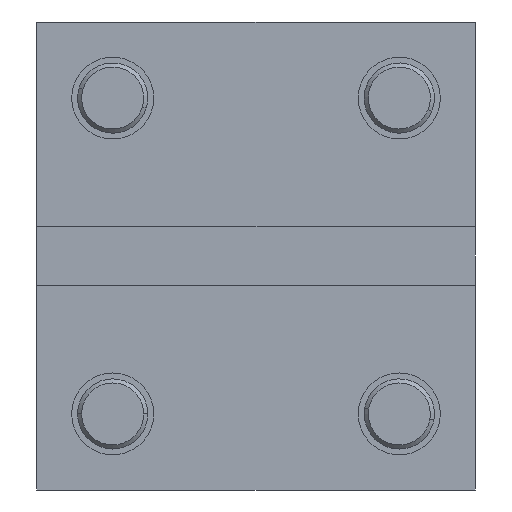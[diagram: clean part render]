
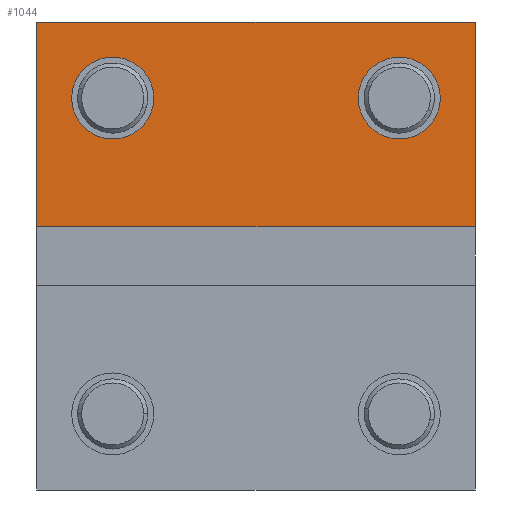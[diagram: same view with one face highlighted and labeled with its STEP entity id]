
A CAD part, front view. The second image highlights one B-rep face of the part: STEP entity #1044.
In plain terms, the highlighted planar face has unit normal (0, -1, 0).
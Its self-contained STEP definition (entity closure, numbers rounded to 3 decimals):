
#4 = DIRECTION ( 'NONE',  ( 0., 1., 0. ) ) ;
#16 = CARTESIAN_POINT ( 'NONE',  ( -24.5, 0., 67. ) ) ;
#52 = CARTESIAN_POINT ( 'NONE',  ( -37.5, 0., 45. ) ) ;
#159 = CARTESIAN_POINT ( 'NONE',  ( -24.5, 0., 67. ) ) ;
#173 = ORIENTED_EDGE ( 'NONE', *, *, #1144, .T. ) ;
#203 = CARTESIAN_POINT ( 'NONE',  ( 37.5, 0., 80. ) ) ;
#207 = CARTESIAN_POINT ( 'NONE',  ( 37.5, 0., 45. ) ) ;
#220 = DIRECTION ( 'NONE',  ( -1., 0., 0. ) ) ;
#221 = CARTESIAN_POINT ( 'NONE',  ( -37.5, 0., 45. ) ) ;
#266 = EDGE_CURVE ( 'NONE', #1724, #1618, #742, .T. ) ;
#273 = VERTEX_POINT ( 'NONE', #52 ) ;
#306 = EDGE_CURVE ( 'NONE', #836, #1724, #604, .T. ) ;
#360 = ORIENTED_EDGE ( 'NONE', *, *, #741, .T. ) ;
#403 = CARTESIAN_POINT ( 'NONE',  ( -31.5, 0., 67. ) ) ;
#411 = CARTESIAN_POINT ( 'NONE',  ( -37.5, 0., 80. ) ) ;
#442 = AXIS2_PLACEMENT_3D ( 'NONE', #553, #1176, #1968 ) ;
#487 = AXIS2_PLACEMENT_3D ( 'NONE', #1998, #1779, #1461 ) ;
#525 = EDGE_LOOP ( 'NONE', ( #919, #1874 ) ) ;
#551 = DIRECTION ( 'NONE',  ( 1., 0., 0. ) ) ;
#553 = CARTESIAN_POINT ( 'NONE',  ( -37.5, 0., 80. ) ) ;
#575 = PLANE ( 'NONE',  #442 ) ;
#604 = LINE ( 'NONE', #1643, #1953 ) ;
#670 = DIRECTION ( 'NONE',  ( 0., 0., -1. ) ) ;
#741 = EDGE_CURVE ( 'NONE', #273, #1618, #1232, .T. ) ;
#742 = LINE ( 'NONE', #1294, #1601 ) ;
#745 = CARTESIAN_POINT ( 'NONE',  ( 17.5, 0., 67. ) ) ;
#764 = CARTESIAN_POINT ( 'NONE',  ( 31.5, 0., 67. ) ) ;
#815 = CIRCLE ( 'NONE', #1828, 7. ) ;
#828 = VECTOR ( 'NONE', #1499, 1000. ) ;
#836 = VERTEX_POINT ( 'NONE', #1881 ) ;
#850 = CARTESIAN_POINT ( 'NONE',  ( -17.5, 0., 67. ) ) ;
#851 = CIRCLE ( 'NONE', #487, 7. ) ;
#898 = FACE_BOUND ( 'NONE', #1558, .T. ) ;
#904 = DIRECTION ( 'NONE',  ( 0., 0., -1. ) ) ;
#919 = ORIENTED_EDGE ( 'NONE', *, *, #1437, .T. ) ;
#1044 = ADVANCED_FACE ( 'NONE', ( #1760, #898, #1087 ), #575, .F. ) ;
#1049 = VERTEX_POINT ( 'NONE', #745 ) ;
#1082 = EDGE_CURVE ( 'NONE', #1049, #1222, #1405, .T. ) ;
#1087 = FACE_OUTER_BOUND ( 'NONE', #1169, .T. ) ;
#1099 = VERTEX_POINT ( 'NONE', #403 ) ;
#1124 = DIRECTION ( 'NONE',  ( -1., 0., 0. ) ) ;
#1144 = EDGE_CURVE ( 'NONE', #836, #273, #1663, .T. ) ;
#1169 = EDGE_LOOP ( 'NONE', ( #173, #360, #2021, #1900 ) ) ;
#1176 = DIRECTION ( 'NONE',  ( 0., 1., 0. ) ) ;
#1212 = AXIS2_PLACEMENT_3D ( 'NONE', #1815, #1524, #220 ) ;
#1222 = VERTEX_POINT ( 'NONE', #764 ) ;
#1232 = LINE ( 'NONE', #221, #828 ) ;
#1294 = CARTESIAN_POINT ( 'NONE',  ( 37.5, 0., 80. ) ) ;
#1378 = VECTOR ( 'NONE', #904, 1000. ) ;
#1404 = ORIENTED_EDGE ( 'NONE', *, *, #1940, .T. ) ;
#1405 = CIRCLE ( 'NONE', #1212, 7. ) ;
#1437 = EDGE_CURVE ( 'NONE', #1222, #1049, #851, .T. ) ;
#1448 = DIRECTION ( 'NONE',  ( -1., 0., 0. ) ) ;
#1461 = DIRECTION ( 'NONE',  ( -1., 0., 0. ) ) ;
#1499 = DIRECTION ( 'NONE',  ( 1., 0., 0. ) ) ;
#1524 = DIRECTION ( 'NONE',  ( 0., 1., 0. ) ) ;
#1558 = EDGE_LOOP ( 'NONE', ( #1629, #1404 ) ) ;
#1601 = VECTOR ( 'NONE', #670, 1000. ) ;
#1603 = DIRECTION ( 'NONE',  ( 0., 1., 0. ) ) ;
#1618 = VERTEX_POINT ( 'NONE', #207 ) ;
#1629 = ORIENTED_EDGE ( 'NONE', *, *, #1869, .T. ) ;
#1643 = CARTESIAN_POINT ( 'NONE',  ( -37.5, 0., 80. ) ) ;
#1645 = CIRCLE ( 'NONE', #1700, 7. ) ;
#1663 = LINE ( 'NONE', #411, #1378 ) ;
#1700 = AXIS2_PLACEMENT_3D ( 'NONE', #159, #1603, #1448 ) ;
#1724 = VERTEX_POINT ( 'NONE', #203 ) ;
#1760 = FACE_BOUND ( 'NONE', #525, .T. ) ;
#1779 = DIRECTION ( 'NONE',  ( 0., 1., 0. ) ) ;
#1810 = VERTEX_POINT ( 'NONE', #850 ) ;
#1815 = CARTESIAN_POINT ( 'NONE',  ( 24.5, 0., 67. ) ) ;
#1828 = AXIS2_PLACEMENT_3D ( 'NONE', #16, #4, #1124 ) ;
#1869 = EDGE_CURVE ( 'NONE', #1810, #1099, #1645, .T. ) ;
#1874 = ORIENTED_EDGE ( 'NONE', *, *, #1082, .T. ) ;
#1881 = CARTESIAN_POINT ( 'NONE',  ( -37.5, 0., 80. ) ) ;
#1900 = ORIENTED_EDGE ( 'NONE', *, *, #306, .F. ) ;
#1940 = EDGE_CURVE ( 'NONE', #1099, #1810, #815, .T. ) ;
#1953 = VECTOR ( 'NONE', #551, 1000. ) ;
#1968 = DIRECTION ( 'NONE',  ( -1., 0., 0. ) ) ;
#1998 = CARTESIAN_POINT ( 'NONE',  ( 24.5, 0., 67. ) ) ;
#2021 = ORIENTED_EDGE ( 'NONE', *, *, #266, .F. ) ;
